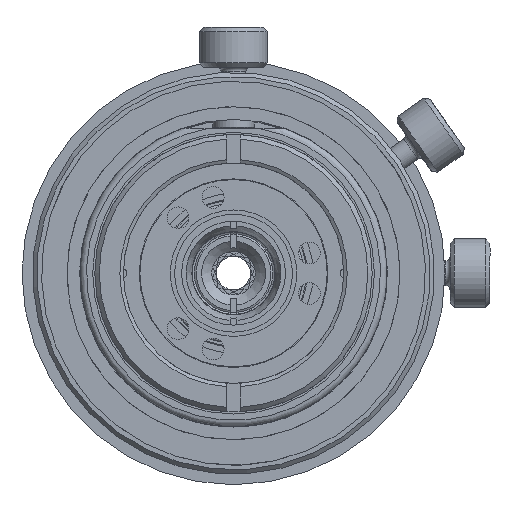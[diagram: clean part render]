
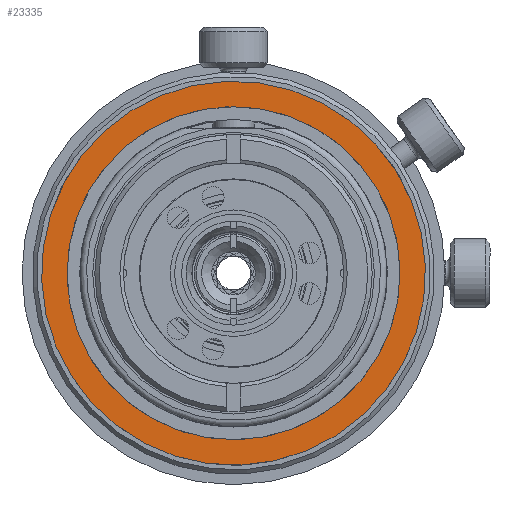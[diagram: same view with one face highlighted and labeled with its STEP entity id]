
A CAD part, left-side view. The second image highlights one B-rep face of the part: STEP entity #23335.
In plain terms, the highlighted face is planar.
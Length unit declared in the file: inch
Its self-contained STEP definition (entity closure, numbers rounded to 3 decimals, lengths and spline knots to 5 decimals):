
#1271=PLANE('',#25912);
#5184=FACE_BOUND('',#9653,.T.);
#6272=CIRCLE('',#25911,0.75);
#6273=CIRCLE('',#25913,0.865);
#7642=FACE_OUTER_BOUND('',#9652,.T.);
#9652=EDGE_LOOP('',(#21153));
#9653=EDGE_LOOP('',(#21154));
#12291=VERTEX_POINT('',#48474);
#12292=VERTEX_POINT('',#48477);
#15285=EDGE_CURVE('',#12291,#12291,#6272,.T.);
#15286=EDGE_CURVE('',#12292,#12292,#6273,.T.);
#21153=ORIENTED_EDGE('',*,*,#15286,.F.);
#21154=ORIENTED_EDGE('',*,*,#15285,.T.);
#23335=ADVANCED_FACE('',(#7642,#5184),#1271,.T.);
#25911=AXIS2_PLACEMENT_3D('',#48475,#32429,#32430);
#25912=AXIS2_PLACEMENT_3D('',#48476,#32431,#32432);
#25913=AXIS2_PLACEMENT_3D('',#48478,#32433,#32434);
#32429=DIRECTION('center_axis',(0.,1.,0.));
#32430=DIRECTION('ref_axis',(-1.,0.,0.));
#32431=DIRECTION('center_axis',(0.,-1.,0.));
#32432=DIRECTION('ref_axis',(0.,0.,-1.));
#32433=DIRECTION('center_axis',(0.,1.,0.));
#32434=DIRECTION('ref_axis',(-1.,0.,0.));
#48474=CARTESIAN_POINT('',(-0.75,0.45966,0.));
#48475=CARTESIAN_POINT('Origin',(0.,0.45966,0.));
#48476=CARTESIAN_POINT('Origin',(-0.8075,0.45966,0.));
#48477=CARTESIAN_POINT('',(-0.865,0.45966,0.));
#48478=CARTESIAN_POINT('Origin',(0.,0.45966,0.));
